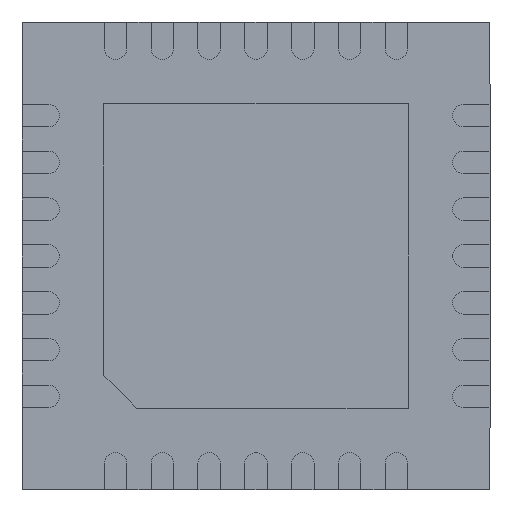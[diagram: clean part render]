
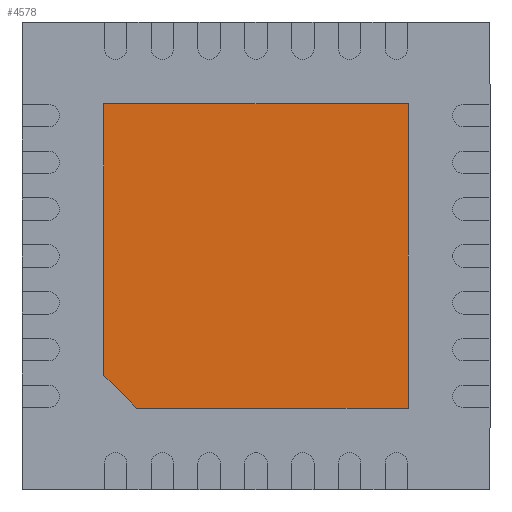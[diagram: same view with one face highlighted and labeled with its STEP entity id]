
A CAD part, front view. The second image highlights one B-rep face of the part: STEP entity #4578.
In plain terms, the highlighted planar face has unit normal (0, -1, 0).
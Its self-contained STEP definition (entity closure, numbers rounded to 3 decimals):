
#41 = CARTESIAN_POINT ( 'NONE',  ( 0., 0., 0. ) ) ;
#561 = AXIS2_PLACEMENT_3D ( 'NONE', #41, #1333, #2082 ) ;
#856 = CARTESIAN_POINT ( 'NONE',  ( 1.625, 0., -1.625 ) ) ;
#945 = CARTESIAN_POINT ( 'NONE',  ( -1.625, 0., -1.625 ) ) ;
#1333 = DIRECTION ( 'NONE',  ( 0., -1., 0. ) ) ;
#1422 = DIRECTION ( 'NONE',  ( 0., 0., 1. ) ) ;
#1615 = DIRECTION ( 'NONE',  ( 0.707, 0., -0.707 ) ) ;
#1785 = VERTEX_POINT ( 'NONE', #5702 ) ;
#1953 = LINE ( 'NONE', #856, #8608 ) ;
#2082 = DIRECTION ( 'NONE',  ( 0., 0., -1. ) ) ;
#2172 = FACE_OUTER_BOUND ( 'NONE', #5411, .T. ) ;
#2236 = VERTEX_POINT ( 'NONE', #8822 ) ;
#2588 = ORIENTED_EDGE ( 'NONE', *, *, #7141, .T. ) ;
#2785 = DIRECTION ( 'NONE',  ( 1., 0., 0. ) ) ;
#3316 = CARTESIAN_POINT ( 'NONE',  ( -1.45, 0., -1.45 ) ) ;
#3656 = ORIENTED_EDGE ( 'NONE', *, *, #8503, .T. ) ;
#3811 = VERTEX_POINT ( 'NONE', #4263 ) ;
#3880 = VECTOR ( 'NONE', #1615, 1000. ) ;
#3883 = DIRECTION ( 'NONE',  ( 0., 0., -1. ) ) ;
#4180 = CARTESIAN_POINT ( 'NONE',  ( 1.625, 0., -1.625 ) ) ;
#4190 = LINE ( 'NONE', #5726, #7727 ) ;
#4263 = CARTESIAN_POINT ( 'NONE',  ( -1.275, 0., -1.625 ) ) ;
#4578 = ADVANCED_FACE ( 'NONE', ( #2172 ), #9066, .T. ) ;
#4652 = VERTEX_POINT ( 'NONE', #6245 ) ;
#4660 = CARTESIAN_POINT ( 'NONE',  ( 1.625, 0., -1.625 ) ) ;
#4822 = DIRECTION ( 'NONE',  ( -1., 0., 0. ) ) ;
#5333 = LINE ( 'NONE', #945, #8770 ) ;
#5411 = EDGE_LOOP ( 'NONE', ( #5701, #3656, #6279, #2588, #8790 ) ) ;
#5701 = ORIENTED_EDGE ( 'NONE', *, *, #9598, .T. ) ;
#5702 = CARTESIAN_POINT ( 'NONE',  ( 1.625, 0., 1.625 ) ) ;
#5726 = CARTESIAN_POINT ( 'NONE',  ( 1.625, 0., 1.625 ) ) ;
#5838 = EDGE_CURVE ( 'NONE', #1785, #4652, #4190, .T. ) ;
#6245 = CARTESIAN_POINT ( 'NONE',  ( -1.625, 0., 1.625 ) ) ;
#6279 = ORIENTED_EDGE ( 'NONE', *, *, #8024, .T. ) ;
#6463 = LINE ( 'NONE', #4180, #6496 ) ;
#6496 = VECTOR ( 'NONE', #2785, 1000. ) ;
#6936 = LINE ( 'NONE', #3316, #3880 ) ;
#7141 = EDGE_CURVE ( 'NONE', #8761, #1785, #1953, .T. ) ;
#7727 = VECTOR ( 'NONE', #4822, 1000. ) ;
#8024 = EDGE_CURVE ( 'NONE', #3811, #8761, #6463, .T. ) ;
#8503 = EDGE_CURVE ( 'NONE', #2236, #3811, #6936, .T. ) ;
#8608 = VECTOR ( 'NONE', #1422, 1000. ) ;
#8761 = VERTEX_POINT ( 'NONE', #4660 ) ;
#8770 = VECTOR ( 'NONE', #3883, 1000. ) ;
#8790 = ORIENTED_EDGE ( 'NONE', *, *, #5838, .T. ) ;
#8822 = CARTESIAN_POINT ( 'NONE',  ( -1.625, 0., -1.275 ) ) ;
#9066 = PLANE ( 'NONE',  #561 ) ;
#9598 = EDGE_CURVE ( 'NONE', #4652, #2236, #5333, .T. ) ;
